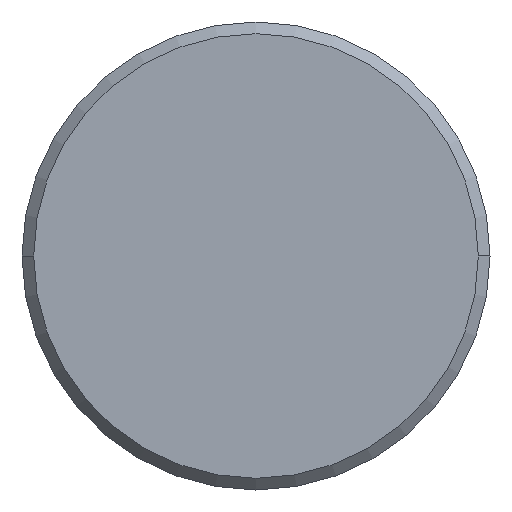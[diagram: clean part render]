
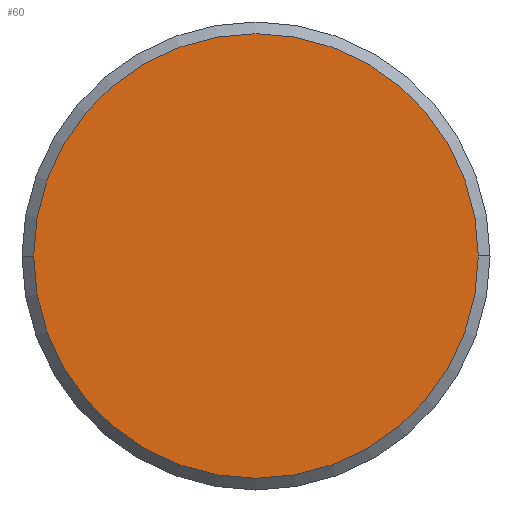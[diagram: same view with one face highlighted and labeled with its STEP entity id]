
A CAD part, left-side view. The second image highlights one B-rep face of the part: STEP entity #60.
In plain terms, the highlighted planar face has unit normal (-1, 0, 0).
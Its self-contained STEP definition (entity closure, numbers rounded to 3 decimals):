
#17 = PLANE ( 'NONE',  #232 ) ;
#53 = ORIENTED_EDGE ( 'NONE', *, *, #199, .F. ) ;
#60 = ADVANCED_FACE ( 'NONE', ( #119 ), #17, .T. ) ;
#71 = CARTESIAN_POINT ( 'NONE',  ( -52., 0., 0. ) ) ;
#78 = AXIS2_PLACEMENT_3D ( 'NONE', #96, #259, #123 ) ;
#86 = CARTESIAN_POINT ( 'NONE',  ( -52., 0., 0. ) ) ;
#91 = DIRECTION ( 'NONE',  ( 0., -1., 0. ) ) ;
#96 = CARTESIAN_POINT ( 'NONE',  ( -52., 0., 0. ) ) ;
#110 = VERTEX_POINT ( 'NONE', #292 ) ;
#119 = FACE_OUTER_BOUND ( 'NONE', #295, .T. ) ;
#123 = DIRECTION ( 'NONE',  ( 0., 1., 0. ) ) ;
#143 = ORIENTED_EDGE ( 'NONE', *, *, #308, .F. ) ;
#169 = VERTEX_POINT ( 'NONE', #196 ) ;
#173 = DIRECTION ( 'NONE',  ( 0., 1., 0. ) ) ;
#196 = CARTESIAN_POINT ( 'NONE',  ( -52., -5.7, 0. ) ) ;
#199 = EDGE_CURVE ( 'NONE', #169, #110, #289, .T. ) ;
#231 = DIRECTION ( 'NONE',  ( -1., 0., 0. ) ) ;
#232 = AXIS2_PLACEMENT_3D ( 'NONE', #71, #231, #91 ) ;
#240 = CIRCLE ( 'NONE', #78, 5.7 ) ;
#259 = DIRECTION ( 'NONE',  ( 1., 0., 0. ) ) ;
#282 = DIRECTION ( 'NONE',  ( 1., 0., 0. ) ) ;
#288 = AXIS2_PLACEMENT_3D ( 'NONE', #86, #282, #173 ) ;
#289 = CIRCLE ( 'NONE', #288, 5.7 ) ;
#292 = CARTESIAN_POINT ( 'NONE',  ( -52., 5.7, 0. ) ) ;
#295 = EDGE_LOOP ( 'NONE', ( #143, #53 ) ) ;
#308 = EDGE_CURVE ( 'NONE', #110, #169, #240, .T. ) ;
